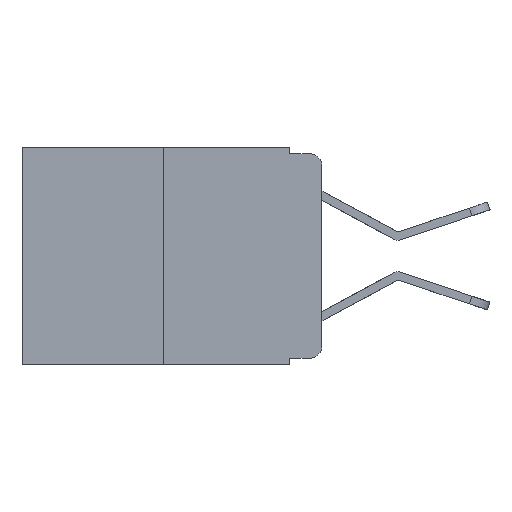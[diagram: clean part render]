
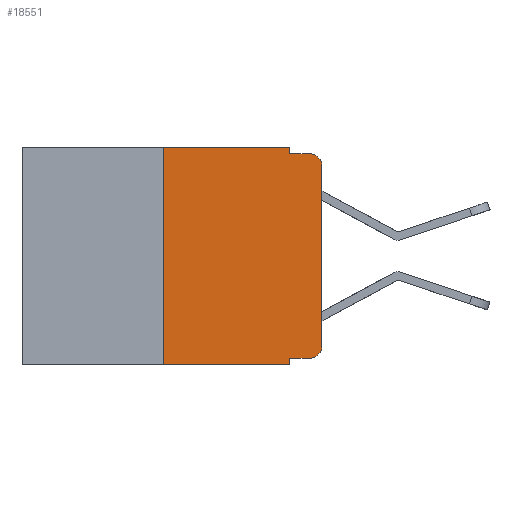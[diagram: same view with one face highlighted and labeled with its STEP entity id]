
A CAD part, left-side view. The second image highlights one B-rep face of the part: STEP entity #18551.
In plain terms, the highlighted planar face has unit normal (-1, 0, 0).
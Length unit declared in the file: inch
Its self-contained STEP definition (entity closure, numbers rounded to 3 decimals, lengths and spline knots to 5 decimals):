
#188 = EDGE_CURVE ( 'NONE', #15889, #8777, #6427, .T. ) ;
#232 = VECTOR ( 'NONE', #13178, 39.37008 ) ;
#318 = CARTESIAN_POINT ( 'NONE',  ( 0., 0.051, -0.333 ) ) ;
#638 = CARTESIAN_POINT ( 'NONE',  ( 0., 0.02, -0.313 ) ) ;
#734 = LINE ( 'NONE', #16852, #232 ) ;
#1166 = CARTESIAN_POINT ( 'NONE',  ( 0., 0., 0. ) ) ;
#1449 = LINE ( 'NONE', #1623, #5619 ) ;
#1565 = ORIENTED_EDGE ( 'NONE', *, *, #14664, .F. ) ;
#1623 = CARTESIAN_POINT ( 'NONE',  ( 0., 0.051, -0.333 ) ) ;
#2012 = LINE ( 'NONE', #7601, #5703 ) ;
#2194 = CARTESIAN_POINT ( 'NONE',  ( 0., 0.02, -0.03 ) ) ;
#2205 = DIRECTION ( 'NONE',  ( 0., 0., -1. ) ) ;
#2275 = VECTOR ( 'NONE', #5033, 39.37008 ) ;
#2289 = EDGE_CURVE ( 'NONE', #8777, #5620, #734, .T. ) ;
#2353 = VECTOR ( 'NONE', #11124, 39.37008 ) ;
#2629 = LINE ( 'NONE', #1166, #6299 ) ;
#2661 = VERTEX_POINT ( 'NONE', #10881 ) ;
#3260 = VERTEX_POINT ( 'NONE', #15890 ) ;
#3355 = EDGE_CURVE ( 'NONE', #6094, #5620, #3682, .T. ) ;
#3601 = FACE_OUTER_BOUND ( 'NONE', #7155, .T. ) ;
#3666 = CARTESIAN_POINT ( 'NONE',  ( 0., 0.25, 0. ) ) ;
#3682 = CIRCLE ( 'NONE', #10930, 0.02 ) ;
#3954 = DIRECTION ( 'NONE',  ( 0., 0., 1. ) ) ;
#4047 = ORIENTED_EDGE ( 'NONE', *, *, #11750, .T. ) ;
#4147 = VECTOR ( 'NONE', #12856, 39.37008 ) ;
#4430 = EDGE_CURVE ( 'NONE', #11299, #6094, #2629, .T. ) ;
#4724 = CARTESIAN_POINT ( 'NONE',  ( 0., 0.02, -0.333 ) ) ;
#4989 = CARTESIAN_POINT ( 'NONE',  ( 0., 0.02, -0.01 ) ) ;
#5033 = DIRECTION ( 'NONE',  ( 0., 0., -1. ) ) ;
#5436 = CARTESIAN_POINT ( 'NONE',  ( 0., 0.473, -0.343 ) ) ;
#5619 = VECTOR ( 'NONE', #10712, 39.37008 ) ;
#5620 = VERTEX_POINT ( 'NONE', #4989 ) ;
#5703 = VECTOR ( 'NONE', #13447, 39.37008 ) ;
#5771 = CARTESIAN_POINT ( 'NONE',  ( 0., 0.051, 0. ) ) ;
#6094 = VERTEX_POINT ( 'NONE', #8871 ) ;
#6299 = VECTOR ( 'NONE', #3954, 39.37008 ) ;
#6422 = ORIENTED_EDGE ( 'NONE', *, *, #188, .F. ) ;
#6427 = LINE ( 'NONE', #17496, #2275 ) ;
#7000 = PLANE ( 'NONE',  #16043 ) ;
#7051 = CIRCLE ( 'NONE', #19137, 0.02 ) ;
#7088 = ORIENTED_EDGE ( 'NONE', *, *, #2289, .F. ) ;
#7155 = EDGE_LOOP ( 'NONE', ( #14182, #12616, #7088, #6422, #14648, #12155, #16415, #1565, #17742, #4047 ) ) ;
#7601 = CARTESIAN_POINT ( 'NONE',  ( 0., 0.051, 0. ) ) ;
#7684 = EDGE_CURVE ( 'NONE', #18804, #2661, #8101, .T. ) ;
#8082 = DIRECTION ( 'NONE',  ( 0., -1., 0. ) ) ;
#8101 = LINE ( 'NONE', #5436, #4147 ) ;
#8433 = CARTESIAN_POINT ( 'NONE',  ( 0., 0.473, 0. ) ) ;
#8777 = VERTEX_POINT ( 'NONE', #9641 ) ;
#8871 = CARTESIAN_POINT ( 'NONE',  ( 0., 0., -0.03 ) ) ;
#9641 = CARTESIAN_POINT ( 'NONE',  ( 0., 0.051, -0.01 ) ) ;
#9933 = DIRECTION ( 'NONE',  ( 0., 0., -1. ) ) ;
#10712 = DIRECTION ( 'NONE',  ( 0., -1., 0. ) ) ;
#10881 = CARTESIAN_POINT ( 'NONE',  ( 0., 0.051, -0.343 ) ) ;
#10930 = AXIS2_PLACEMENT_3D ( 'NONE', #2194, #12968, #12966 ) ;
#11015 = VERTEX_POINT ( 'NONE', #318 ) ;
#11124 = DIRECTION ( 'NONE',  ( 0., 0., 1. ) ) ;
#11250 = DIRECTION ( 'NONE',  ( -1., 0., 0. ) ) ;
#11299 = VERTEX_POINT ( 'NONE', #17253 ) ;
#11480 = VERTEX_POINT ( 'NONE', #4724 ) ;
#11750 = EDGE_CURVE ( 'NONE', #11480, #11299, #7051, .T. ) ;
#11990 = CARTESIAN_POINT ( 'NONE',  ( 0., 0.25, -0.343 ) ) ;
#12155 = ORIENTED_EDGE ( 'NONE', *, *, #18423, .F. ) ;
#12616 = ORIENTED_EDGE ( 'NONE', *, *, #3355, .T. ) ;
#12750 = EDGE_CURVE ( 'NONE', #11015, #11480, #1449, .T. ) ;
#12856 = DIRECTION ( 'NONE',  ( 0., -1., 0. ) ) ;
#12886 = EDGE_CURVE ( 'NONE', #3260, #15889, #18742, .T. ) ;
#12966 = DIRECTION ( 'NONE',  ( 0., 0., -1. ) ) ;
#12968 = DIRECTION ( 'NONE',  ( -1., 0., 0. ) ) ;
#13178 = DIRECTION ( 'NONE',  ( 0., -1., 0. ) ) ;
#13447 = DIRECTION ( 'NONE',  ( 0., 0., -1. ) ) ;
#14182 = ORIENTED_EDGE ( 'NONE', *, *, #4430, .T. ) ;
#14559 = VECTOR ( 'NONE', #8082, 39.37008 ) ;
#14648 = ORIENTED_EDGE ( 'NONE', *, *, #12886, .F. ) ;
#14664 = EDGE_CURVE ( 'NONE', #11015, #2661, #2012, .T. ) ;
#15889 = VERTEX_POINT ( 'NONE', #5771 ) ;
#15890 = CARTESIAN_POINT ( 'NONE',  ( 0., 0.25, 0. ) ) ;
#16043 = AXIS2_PLACEMENT_3D ( 'NONE', #8433, #18528, #9933 ) ;
#16415 = ORIENTED_EDGE ( 'NONE', *, *, #7684, .T. ) ;
#16771 = CARTESIAN_POINT ( 'NONE',  ( 0., 0.473, 0. ) ) ;
#16852 = CARTESIAN_POINT ( 'NONE',  ( 0., 0.051, -0.01 ) ) ;
#17253 = CARTESIAN_POINT ( 'NONE',  ( 0., 0., -0.313 ) ) ;
#17496 = CARTESIAN_POINT ( 'NONE',  ( 0., 0.051, 0. ) ) ;
#17742 = ORIENTED_EDGE ( 'NONE', *, *, #12750, .T. ) ;
#18016 = LINE ( 'NONE', #3666, #2353 ) ;
#18423 = EDGE_CURVE ( 'NONE', #18804, #3260, #18016, .T. ) ;
#18528 = DIRECTION ( 'NONE',  ( 1., 0., 0. ) ) ;
#18551 = ADVANCED_FACE ( 'NONE', ( #3601 ), #7000, .F. ) ;
#18742 = LINE ( 'NONE', #16771, #14559 ) ;
#18804 = VERTEX_POINT ( 'NONE', #11990 ) ;
#19137 = AXIS2_PLACEMENT_3D ( 'NONE', #638, #11250, #2205 ) ;
